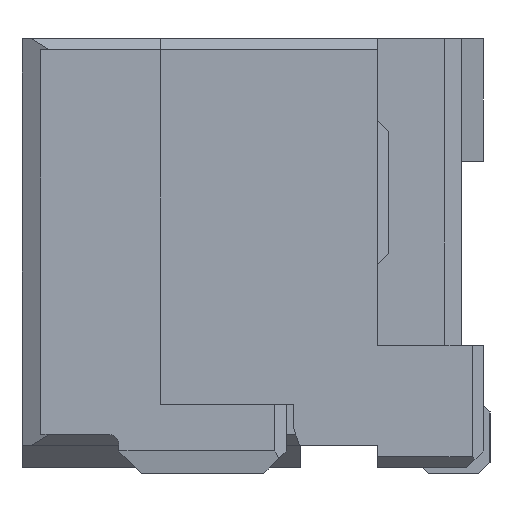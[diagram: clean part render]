
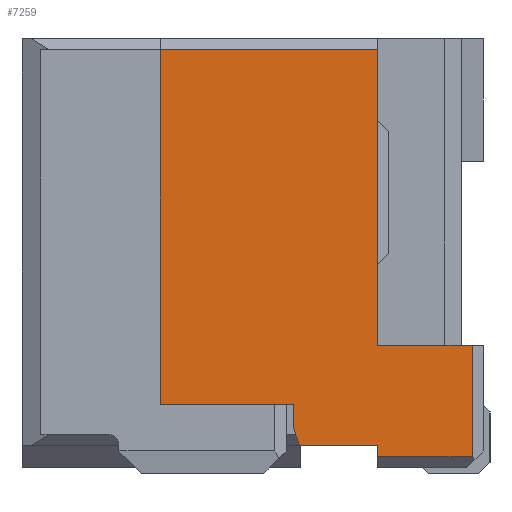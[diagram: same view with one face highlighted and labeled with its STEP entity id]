
A CAD part, left-side view. The second image highlights one B-rep face of the part: STEP entity #7259.
In plain terms, the highlighted planar face has unit normal (-1, 0, 0).
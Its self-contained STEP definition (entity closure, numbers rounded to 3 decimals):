
#1749=DIRECTION('',(0.,-1.,0.));
#1750=VECTOR('',#1749,0.85);
#1751=CARTESIAN_POINT('',(-9.525,-6.53,10.66));
#1752=LINE('',#1751,#1750);
#1753=DIRECTION('',(0.,1.,0.));
#1754=VECTOR('',#1753,0.7);
#1755=CARTESIAN_POINT('',(-9.525,-6.53,9.76));
#1756=LINE('',#1755,#1754);
#1757=DIRECTION('',(0.,-0.316,-0.949));
#1758=VECTOR('',#1757,0.158);
#1759=CARTESIAN_POINT('',(-9.525,-5.78,9.91));
#1760=LINE('',#1759,#1758);
#1761=DIRECTION('',(0.,1.,0.));
#1762=VECTOR('',#1761,1.2);
#1763=CARTESIAN_POINT('',(-9.525,-5.78,10.13));
#1764=LINE('',#1763,#1762);
#1765=DIRECTION('',(0.,-1.,0.));
#1766=VECTOR('',#1765,1.95);
#1767=CARTESIAN_POINT('',(-9.525,-4.58,13.31));
#1768=LINE('',#1767,#1766);
#1769=DIRECTION('',(0.,0.,-1.));
#1770=VECTOR('',#1769,2.65);
#1771=CARTESIAN_POINT('',(-9.525,-6.53,13.31));
#1772=LINE('',#1771,#1770);
#1777=DIRECTION('',(0.,0.,1.));
#1778=VECTOR('',#1777,1.);
#1779=CARTESIAN_POINT('',(-9.525,-7.38,9.66));
#1780=LINE('',#1779,#1778);
#1821=DIRECTION('',(0.,0.,-1.));
#1822=VECTOR('',#1821,0.1);
#1823=CARTESIAN_POINT('',(-9.525,-6.53,9.76));
#1824=LINE('',#1823,#1822);
#1825=DIRECTION('',(0.,-1.,0.));
#1826=VECTOR('',#1825,0.85);
#1827=CARTESIAN_POINT('',(-9.525,-6.53,9.66));
#1828=LINE('',#1827,#1826);
#1889=DIRECTION('',(0.,0.,-1.));
#1890=VECTOR('',#1889,3.18);
#1891=CARTESIAN_POINT('',(-9.525,-4.58,13.31));
#1892=LINE('',#1891,#1890);
#1929=DIRECTION('',(0.,0.,-1.));
#1930=VECTOR('',#1929,0.22);
#1931=CARTESIAN_POINT('',(-9.525,-5.78,10.13));
#1932=LINE('',#1931,#1930);
#4091=CARTESIAN_POINT('',(-9.525,-6.53,10.66));
#4092=VERTEX_POINT('',#4091);
#4093=CARTESIAN_POINT('',(-9.525,-7.38,10.66));
#4094=VERTEX_POINT('',#4093);
#4222=CARTESIAN_POINT('',(-9.525,-4.58,13.31));
#4223=CARTESIAN_POINT('',(-9.525,-4.58,10.13));
#4224=VERTEX_POINT('',#4222);
#4225=VERTEX_POINT('',#4223);
#4374=CARTESIAN_POINT('',(-9.525,-5.83,9.76));
#4375=VERTEX_POINT('',#4374);
#4376=CARTESIAN_POINT('',(-9.525,-5.78,9.91));
#4377=VERTEX_POINT('',#4376);
#4414=CARTESIAN_POINT('',(-9.525,-6.53,9.76));
#4415=VERTEX_POINT('',#4414);
#4470=CARTESIAN_POINT('',(-9.525,-6.53,9.66));
#4471=VERTEX_POINT('',#4470);
#4472=CARTESIAN_POINT('',(-9.525,-7.38,9.66));
#4473=VERTEX_POINT('',#4472);
#4474=CARTESIAN_POINT('',(-9.525,-6.53,13.31));
#4475=VERTEX_POINT('',#4474);
#4476=CARTESIAN_POINT('',(-9.525,-5.78,10.13));
#4477=VERTEX_POINT('',#4476);
#7233=CARTESIAN_POINT('',(-9.525,-5.555,11.995));
#7234=DIRECTION('',(-1.,0.,0.));
#7235=DIRECTION('',(0.,-1.,0.));
#7236=AXIS2_PLACEMENT_3D('',#7233,#7234,#7235);
#7237=PLANE('',#7236);
#7238=ORIENTED_EDGE('',*,*,#7172,.T.);
#7240=ORIENTED_EDGE('',*,*,#7239,.F.);
#7242=ORIENTED_EDGE('',*,*,#7241,.F.);
#7244=ORIENTED_EDGE('',*,*,#7243,.F.);
#7245=ORIENTED_EDGE('',*,*,#5255,.T.);
#7247=ORIENTED_EDGE('',*,*,#7246,.F.);
#7249=ORIENTED_EDGE('',*,*,#7248,.F.);
#7251=ORIENTED_EDGE('',*,*,#7250,.T.);
#7253=ORIENTED_EDGE('',*,*,#7252,.F.);
#7255=ORIENTED_EDGE('',*,*,#7254,.T.);
#7256=ORIENTED_EDGE('',*,*,#7215,.T.);
#7257=EDGE_LOOP('',(#7238,#7240,#7242,#7244,#7245,#7247,#7249,#7251,#7253,#7255,
#7256));
#7258=FACE_OUTER_BOUND('',#7257,.F.);
#7259=ADVANCED_FACE('',(#7258),#7237,.T.);
#5255=EDGE_CURVE('',#4415,#4375,#1756,.T.);
#7172=EDGE_CURVE('',#4092,#4094,#1752,.T.);
#7215=EDGE_CURVE('',#4475,#4092,#1772,.T.);
#7239=EDGE_CURVE('',#4473,#4094,#1780,.T.);
#7241=EDGE_CURVE('',#4471,#4473,#1828,.T.);
#7243=EDGE_CURVE('',#4415,#4471,#1824,.T.);
#7246=EDGE_CURVE('',#4377,#4375,#1760,.T.);
#7248=EDGE_CURVE('',#4477,#4377,#1932,.T.);
#7250=EDGE_CURVE('',#4477,#4225,#1764,.T.);
#7252=EDGE_CURVE('',#4224,#4225,#1892,.T.);
#7254=EDGE_CURVE('',#4224,#4475,#1768,.T.);
